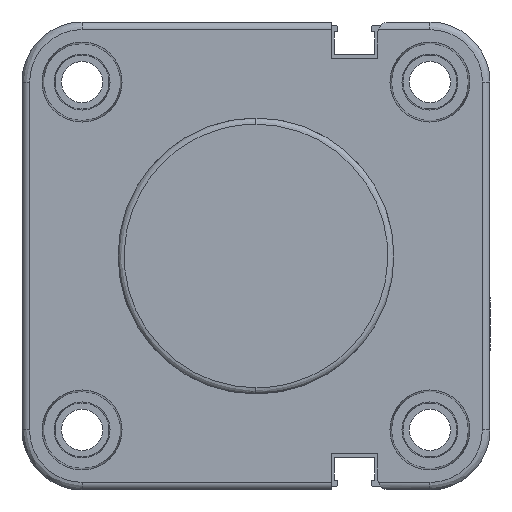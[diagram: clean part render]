
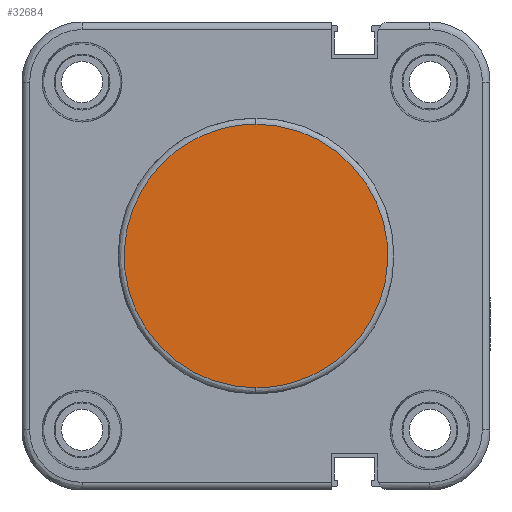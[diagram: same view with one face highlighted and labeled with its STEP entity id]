
A CAD part, left-side view. The second image highlights one B-rep face of the part: STEP entity #32684.
In plain terms, the highlighted planar face has unit normal (-1, 0, 0).
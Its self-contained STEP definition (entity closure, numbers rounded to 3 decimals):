
#438 = CARTESIAN_POINT ( 'NONE',  ( -37.136, 59.863, 87.892 ) ) ;
#487 = EDGE_LOOP ( 'NONE', ( #760, #7389 ) ) ;
#760 = ORIENTED_EDGE ( 'NONE', *, *, #5336, .F. ) ;
#817 = AXIS2_PLACEMENT_3D ( 'NONE', #24722, #7954, #21401 ) ;
#1083 =( BOUNDED_CURVE ( )  B_SPLINE_CURVE ( 3, ( #20512, #20343, #6524, #438 ),
 .UNSPECIFIED., .F., .T. ) 
 B_SPLINE_CURVE_WITH_KNOTS ( ( 4, 4 ),
 ( 0.5, 1. ),
 .UNSPECIFIED. ) 
 CURVE ( )  GEOMETRIC_REPRESENTATION_ITEM ( )  RATIONAL_B_SPLINE_CURVE ( ( 1., 0.333, 0.333, 1. ) ) 
 REPRESENTATION_ITEM ( '' )  );
#4211 = CARTESIAN_POINT ( 'NONE',  ( -37.136, 17.063, 87.892 ) ) ;
#4948 = FACE_OUTER_BOUND ( 'NONE', #487, .T. ) ;
#5336 = EDGE_CURVE ( 'NONE', #12002, #12682, #35016, .T. ) ;
#6524 = CARTESIAN_POINT ( 'NONE',  ( -37.136, 102.663, 87.892 ) ) ;
#7389 = ORIENTED_EDGE ( 'NONE', *, *, #9768, .F. ) ;
#7469 = CARTESIAN_POINT ( 'NONE',  ( -37.136, 59.863, 87.892 ) ) ;
#7954 = DIRECTION ( 'NONE',  ( -1., 0., 0. ) ) ;
#9768 = EDGE_CURVE ( 'NONE', #12682, #12002, #1083, .T. ) ;
#12002 = VERTEX_POINT ( 'NONE', #7469 ) ;
#12682 = VERTEX_POINT ( 'NONE', #33720 ) ;
#16241 = PLANE ( 'NONE',  #817 ) ;
#20343 = CARTESIAN_POINT ( 'NONE',  ( -37.136, 102.663, 45.092 ) ) ;
#20512 = CARTESIAN_POINT ( 'NONE',  ( -37.136, 59.863, 45.092 ) ) ;
#21401 = DIRECTION ( 'NONE',  ( 0., 0., 1. ) ) ;
#24722 = CARTESIAN_POINT ( 'NONE',  ( -37.136, 59.863, 66.492 ) ) ;
#32101 = CARTESIAN_POINT ( 'NONE',  ( -37.136, 59.863, 87.892 ) ) ;
#32465 = CARTESIAN_POINT ( 'NONE',  ( -37.136, 17.063, 45.092 ) ) ;
#32684 = ADVANCED_FACE ( 'NONE', ( #4948 ), #16241, .T. ) ;
#33720 = CARTESIAN_POINT ( 'NONE',  ( -37.136, 59.863, 45.092 ) ) ;
#34864 = CARTESIAN_POINT ( 'NONE',  ( -37.136, 59.863, 45.092 ) ) ;
#35016 =( BOUNDED_CURVE ( )  B_SPLINE_CURVE ( 3, ( #32101, #4211, #32465, #34864 ),
 .UNSPECIFIED., .F., .F. ) 
 B_SPLINE_CURVE_WITH_KNOTS ( ( 4, 4 ),
 ( 0., 0.5 ),
 .UNSPECIFIED. ) 
 CURVE ( )  GEOMETRIC_REPRESENTATION_ITEM ( )  RATIONAL_B_SPLINE_CURVE ( ( 1., 0.333, 0.333, 1. ) ) 
 REPRESENTATION_ITEM ( '' )  );
